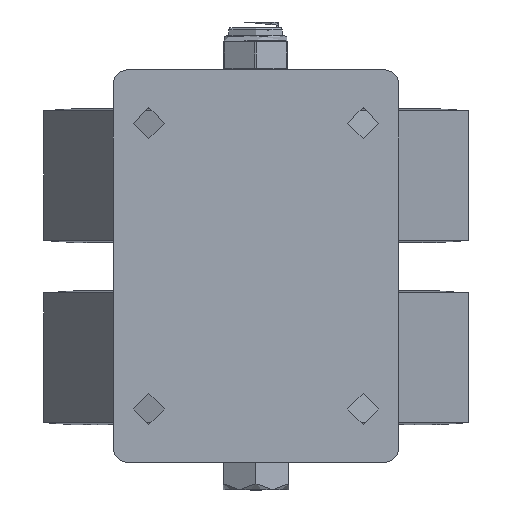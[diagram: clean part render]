
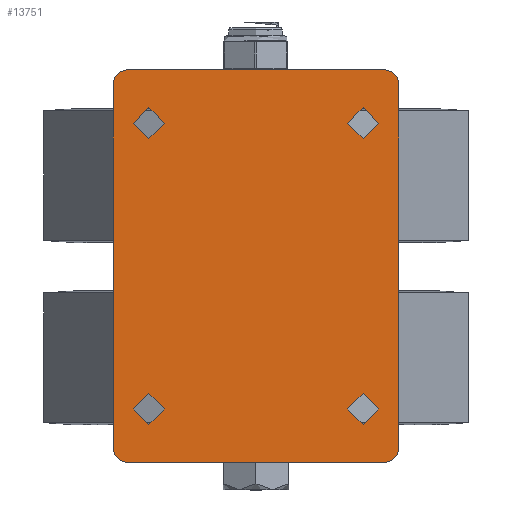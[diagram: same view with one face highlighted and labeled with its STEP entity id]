
A CAD part, top view. The second image highlights one B-rep face of the part: STEP entity #13751.
In plain terms, the highlighted planar face has unit normal (0, 0, 1).
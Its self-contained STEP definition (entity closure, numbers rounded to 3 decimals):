
#1526=FACE_BOUND('',#2747,.T.);
#1527=FACE_BOUND('',#2748,.T.);
#1528=FACE_BOUND('',#2749,.T.);
#1529=FACE_BOUND('',#2750,.T.);
#1656=PLANE('',#14879);
#1936=FACE_OUTER_BOUND('',#2746,.T.);
#2746=EDGE_LOOP('',(#9335,#9336,#9337,#9338,#9339,#9340,#9341,#9342));
#2747=EDGE_LOOP('',(#9343));
#2748=EDGE_LOOP('',(#9344));
#2749=EDGE_LOOP('',(#9345));
#2750=EDGE_LOOP('',(#9346));
#3696=LINE('',#19756,#4444);
#3697=LINE('',#19757,#4445);
#3698=LINE('',#19758,#4446);
#3699=LINE('',#19759,#4447);
#4444=VECTOR('',#16319,1000.);
#4445=VECTOR('',#16320,1000.);
#4446=VECTOR('',#16321,1000.);
#4447=VECTOR('',#16322,1000.);
#5159=CIRCLE('',#14826,8.);
#5161=CIRCLE('',#14829,8.);
#5164=CIRCLE('',#14833,8.75);
#5166=CIRCLE('',#14836,8.75);
#5167=CIRCLE('',#14838,8.);
#5169=CIRCLE('',#14841,8.);
#5171=CIRCLE('',#14844,8.75);
#5173=CIRCLE('',#14847,8.75);
#5758=VERTEX_POINT('',#19615);
#5759=VERTEX_POINT('',#19616);
#5762=VERTEX_POINT('',#19624);
#5763=VERTEX_POINT('',#19625);
#5767=VERTEX_POINT('',#19635);
#5769=VERTEX_POINT('',#19641);
#5770=VERTEX_POINT('',#19645);
#5771=VERTEX_POINT('',#19646);
#5774=VERTEX_POINT('',#19654);
#5775=VERTEX_POINT('',#19655);
#5778=VERTEX_POINT('',#19663);
#5780=VERTEX_POINT('',#19669);
#7144=EDGE_CURVE('',#5758,#5759,#5159,.T.);
#7148=EDGE_CURVE('',#5762,#5763,#5161,.T.);
#7154=EDGE_CURVE('',#5767,#5767,#5164,.T.);
#7157=EDGE_CURVE('',#5769,#5769,#5166,.T.);
#7158=EDGE_CURVE('',#5770,#5771,#5167,.T.);
#7162=EDGE_CURVE('',#5774,#5775,#5169,.T.);
#7166=EDGE_CURVE('',#5778,#5778,#5171,.T.);
#7169=EDGE_CURVE('',#5780,#5780,#5173,.T.);
#7211=EDGE_CURVE('',#5770,#5758,#3696,.T.);
#7212=EDGE_CURVE('',#5759,#5762,#3697,.T.);
#7213=EDGE_CURVE('',#5775,#5763,#3698,.T.);
#7214=EDGE_CURVE('',#5771,#5774,#3699,.T.);
#9335=ORIENTED_EDGE('',*,*,#7211,.T.);
#9336=ORIENTED_EDGE('',*,*,#7144,.T.);
#9337=ORIENTED_EDGE('',*,*,#7212,.T.);
#9338=ORIENTED_EDGE('',*,*,#7148,.T.);
#9339=ORIENTED_EDGE('',*,*,#7213,.F.);
#9340=ORIENTED_EDGE('',*,*,#7162,.F.);
#9341=ORIENTED_EDGE('',*,*,#7214,.F.);
#9342=ORIENTED_EDGE('',*,*,#7158,.F.);
#9343=ORIENTED_EDGE('',*,*,#7169,.T.);
#9344=ORIENTED_EDGE('',*,*,#7166,.T.);
#9345=ORIENTED_EDGE('',*,*,#7157,.F.);
#9346=ORIENTED_EDGE('',*,*,#7154,.F.);
#13751=ADVANCED_FACE('',(#1936,#1526,#1527,#1528,#1529),#1656,.T.);
#14826=AXIS2_PLACEMENT_3D('',#19617,#16178,#16179);
#14829=AXIS2_PLACEMENT_3D('',#19626,#16186,#16187);
#14833=AXIS2_PLACEMENT_3D('',#19637,#16197,#16198);
#14836=AXIS2_PLACEMENT_3D('',#19643,#16204,#16205);
#14838=AXIS2_PLACEMENT_3D('',#19647,#16208,#16209);
#14841=AXIS2_PLACEMENT_3D('',#19656,#16216,#16217);
#14844=AXIS2_PLACEMENT_3D('',#19664,#16224,#16225);
#14847=AXIS2_PLACEMENT_3D('',#19670,#16231,#16232);
#14879=AXIS2_PLACEMENT_3D('',#19755,#16317,#16318);
#16178=DIRECTION('center_axis',(0.,0.,1.));
#16179=DIRECTION('ref_axis',(0.707,0.707,0.));
#16186=DIRECTION('center_axis',(0.,0.,1.));
#16187=DIRECTION('ref_axis',(-0.707,0.707,0.));
#16197=DIRECTION('center_axis',(0.,0.,1.));
#16198=DIRECTION('ref_axis',(1.,0.,0.));
#16204=DIRECTION('center_axis',(0.,0.,1.));
#16205=DIRECTION('ref_axis',(1.,0.,0.));
#16208=DIRECTION('center_axis',(0.,0.,-1.));
#16209=DIRECTION('ref_axis',(0.707,-0.707,0.));
#16216=DIRECTION('center_axis',(0.,0.,-1.));
#16217=DIRECTION('ref_axis',(-0.707,-0.707,0.));
#16224=DIRECTION('center_axis',(0.,0.,-1.));
#16225=DIRECTION('ref_axis',(1.,0.,0.));
#16231=DIRECTION('center_axis',(0.,0.,-1.));
#16232=DIRECTION('ref_axis',(1.,0.,0.));
#16317=DIRECTION('center_axis',(0.,0.,1.));
#16318=DIRECTION('ref_axis',(1.,0.,0.));
#16319=DIRECTION('',(0.,1.,0.));
#16320=DIRECTION('',(-1.,0.,0.));
#16321=DIRECTION('',(0.,1.,0.));
#16322=DIRECTION('',(-1.,0.,0.));
#19615=CARTESIAN_POINT('',(80.,102.,0.));
#19616=CARTESIAN_POINT('',(72.,110.,0.));
#19617=CARTESIAN_POINT('Origin',(72.,102.,0.));
#19624=CARTESIAN_POINT('',(-72.,110.,0.));
#19625=CARTESIAN_POINT('',(-80.,102.,0.));
#19626=CARTESIAN_POINT('Origin',(-72.,102.,0.));
#19635=CARTESIAN_POINT('',(-68.75,80.,0.));
#19637=CARTESIAN_POINT('Origin',(-60.,80.,0.));
#19641=CARTESIAN_POINT('',(51.25,80.,0.));
#19643=CARTESIAN_POINT('Origin',(60.,80.,0.));
#19645=CARTESIAN_POINT('',(80.,-102.,0.));
#19646=CARTESIAN_POINT('',(72.,-110.,0.));
#19647=CARTESIAN_POINT('Origin',(72.,-102.,0.));
#19654=CARTESIAN_POINT('',(-72.,-110.,0.));
#19655=CARTESIAN_POINT('',(-80.,-102.,0.));
#19656=CARTESIAN_POINT('Origin',(-72.,-102.,0.));
#19663=CARTESIAN_POINT('',(-68.75,-80.,0.));
#19664=CARTESIAN_POINT('Origin',(-60.,-80.,0.));
#19669=CARTESIAN_POINT('',(51.25,-80.,0.));
#19670=CARTESIAN_POINT('Origin',(60.,-80.,0.));
#19755=CARTESIAN_POINT('Origin',(0.,0.,0.));
#19756=CARTESIAN_POINT('',(80.,-110.,0.));
#19757=CARTESIAN_POINT('',(80.,110.,0.));
#19758=CARTESIAN_POINT('',(-80.,-110.,0.));
#19759=CARTESIAN_POINT('',(80.,-110.,0.));
